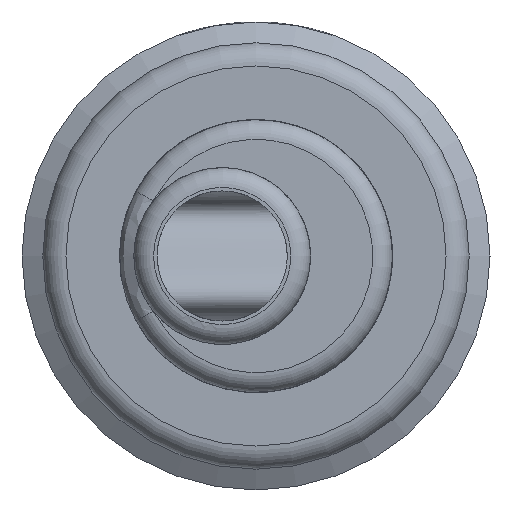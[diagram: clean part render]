
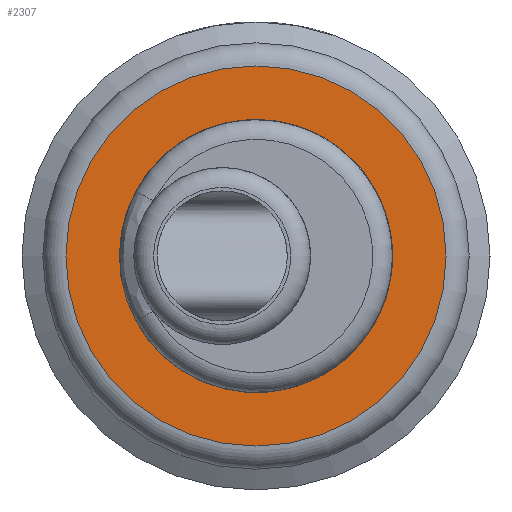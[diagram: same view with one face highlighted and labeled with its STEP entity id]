
A CAD part, front view. The second image highlights one B-rep face of the part: STEP entity #2307.
In plain terms, the highlighted planar face has unit normal (0, -1, 0).
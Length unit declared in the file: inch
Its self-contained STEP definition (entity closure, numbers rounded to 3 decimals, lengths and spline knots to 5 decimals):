
#199 = CIRCLE ( 'NONE', #631, 0.2067 ) ;
#207 = FACE_BOUND ( 'NONE', #2554, .T. ) ;
#256 = EDGE_LOOP ( 'NONE', ( #458 ) ) ;
#267 = CIRCLE ( 'NONE', #1668, 0.28783 ) ;
#415 = AXIS2_PLACEMENT_3D ( 'NONE', #2715, #2642, #1544 ) ;
#458 = ORIENTED_EDGE ( 'NONE', *, *, #1730, .T. ) ;
#512 = DIRECTION ( 'NONE',  ( 0., -1., 0. ) ) ;
#631 = AXIS2_PLACEMENT_3D ( 'NONE', #1744, #1961, #636 ) ;
#636 = DIRECTION ( 'NONE',  ( 1., 0., 0. ) ) ;
#745 = FACE_OUTER_BOUND ( 'NONE', #256, .T. ) ;
#1290 = CARTESIAN_POINT ( 'NONE',  ( 1.58265, 0.88271, 2.48584 ) ) ;
#1544 = DIRECTION ( 'NONE',  ( 1., 0., 0. ) ) ;
#1668 = AXIS2_PLACEMENT_3D ( 'NONE', #2264, #512, #2067 ) ;
#1689 = ORIENTED_EDGE ( 'NONE', *, *, #1882, .F. ) ;
#1730 = EDGE_CURVE ( 'NONE', #2620, #2620, #267, .T. ) ;
#1744 = CARTESIAN_POINT ( 'NONE',  ( 1.29481, 0.88271, 2.48584 ) ) ;
#1882 = EDGE_CURVE ( 'NONE', #2184, #2184, #199, .T. ) ;
#1961 = DIRECTION ( 'NONE',  ( 0., -1., 0. ) ) ;
#2067 = DIRECTION ( 'NONE',  ( 1., 0., 0. ) ) ;
#2184 = VERTEX_POINT ( 'NONE', #2603 ) ;
#2264 = CARTESIAN_POINT ( 'NONE',  ( 1.29481, 0.88271, 2.48584 ) ) ;
#2284 = PLANE ( 'NONE',  #415 ) ;
#2307 = ADVANCED_FACE ( 'NONE', ( #745, #207 ), #2284, .T. ) ;
#2554 = EDGE_LOOP ( 'NONE', ( #1689 ) ) ;
#2603 = CARTESIAN_POINT ( 'NONE',  ( 1.50151, 0.88271, 2.48584 ) ) ;
#2620 = VERTEX_POINT ( 'NONE', #1290 ) ;
#2642 = DIRECTION ( 'NONE',  ( 0., -1., 0. ) ) ;
#2715 = CARTESIAN_POINT ( 'NONE',  ( 1.29481, 0.88271, 2.48584 ) ) ;
